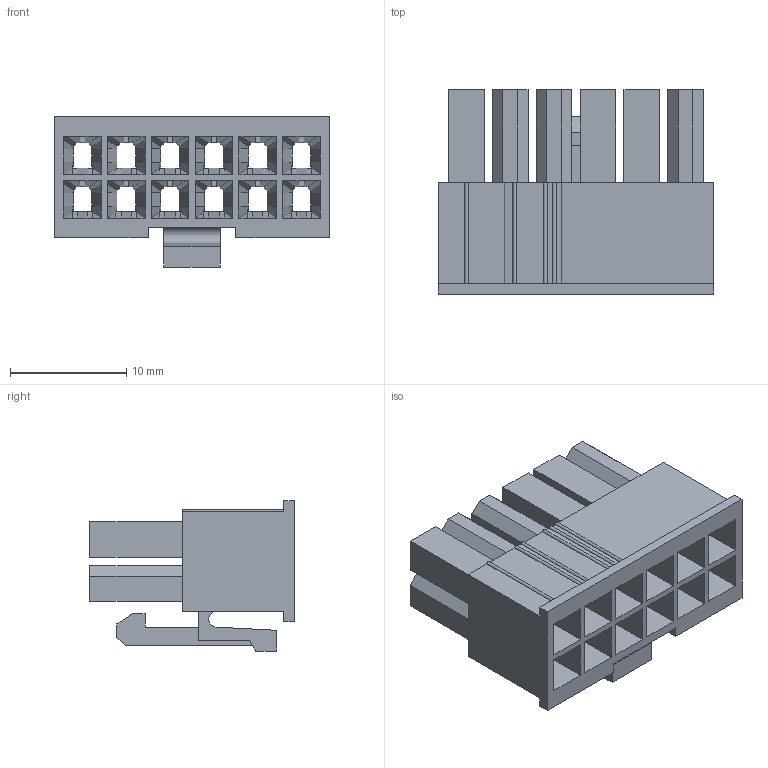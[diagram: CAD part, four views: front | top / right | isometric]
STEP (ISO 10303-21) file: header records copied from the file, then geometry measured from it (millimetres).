
FILE_DESCRIPTION( ('This file contains a STEP AP42 implementation' ,'as created by ZW3D STEP Interface translator.') ,'2;1' );
FILE_NAME( 'WF4202-2H06W01.stp' ,'231031. 84922', (''), ('ZWCAD Software Co.'), 'Version 1.0', 'ZW3D to STEP translator', '' );
FILE_SCHEMA(('AUTOMOTIVE_DESIGN { 1 0 10303 214 1 1 1 1 }'));
Length unit declared in the file: millimetre
Products named in the file (2): 0; WF4202-2H06W01
Bounding box: 23.69 x 17.59 x 12.92 mm (x, y, z)
Volume: 1489.4 mm3; surface area: 4530.4 mm2
Topology: 1 solids, 1 shells, 693 faces, 1950 edges, 1272 vertices
Faces by surface type: plane 686, cylinder 7
Entity records: 22557 total; most frequent: CARTESIAN_POINT 3916, ORIENTED_EDGE 3900, DIRECTION 3352, EDGE_CURVE 1950, VECTOR 1936, LINE 1936, VERTEX_POINT 1272, EDGE_LOOP 730
